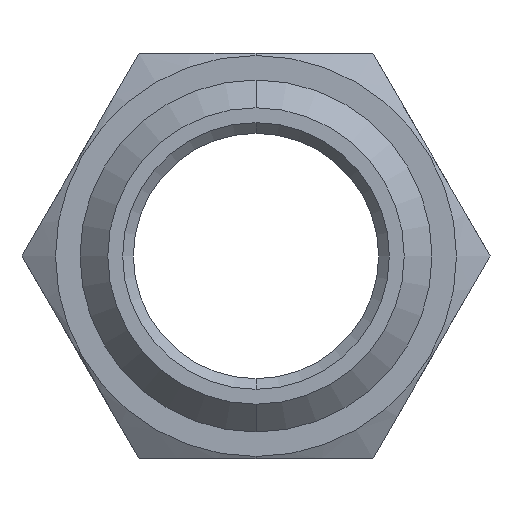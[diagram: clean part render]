
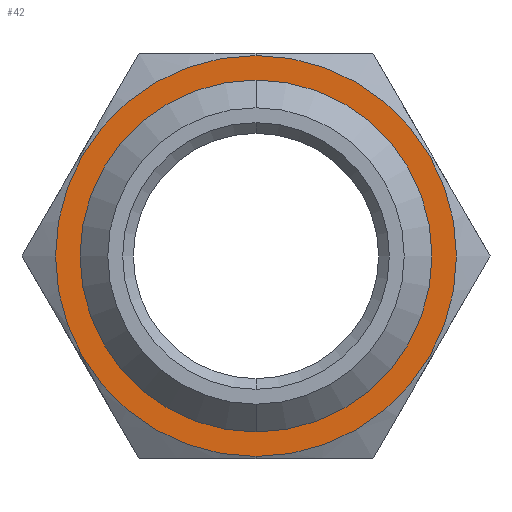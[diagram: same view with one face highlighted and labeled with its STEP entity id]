
A CAD part, front view. The second image highlights one B-rep face of the part: STEP entity #42.
In plain terms, the highlighted planar face has unit normal (0, -1, 0).
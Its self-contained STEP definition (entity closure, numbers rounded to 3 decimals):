
#39 = EDGE_CURVE ( 'NONE', #291, #296, #458, .T. ) ;
#42 = ADVANCED_FACE ( 'NONE', ( #454, #453 ), #448, .T. ) ;
#43 = EDGE_LOOP ( 'NONE', ( #104, #106 ) ) ;
#104 = ORIENTED_EDGE ( 'NONE', *, *, #105, .T. ) ;
#105 = EDGE_CURVE ( 'NONE', #379, #378, #488, .T. ) ;
#106 = ORIENTED_EDGE ( 'NONE', *, *, #377, .T. ) ;
#107 = EDGE_LOOP ( 'NONE', ( #108, #109 ) ) ;
#108 = ORIENTED_EDGE ( 'NONE', *, *, #295, .F. ) ;
#109 = ORIENTED_EDGE ( 'NONE', *, *, #39, .F. ) ;
#291 = VERTEX_POINT ( 'NONE', #694 ) ;
#295 = EDGE_CURVE ( 'NONE', #296, #291, #383, .T. ) ;
#296 = VERTEX_POINT ( 'NONE', #1081 ) ;
#377 = EDGE_CURVE ( 'NONE', #378, #379, #943, .T. ) ;
#378 = VERTEX_POINT ( 'NONE', #939 ) ;
#379 = VERTEX_POINT ( 'NONE', #1087 ) ;
#381 = DIRECTION ( 'NONE',  ( 0., -1., 0. ) ) ;
#382 = AXIS2_PLACEMENT_3D ( 'NONE', #389, #381, #544 ) ;
#383 = CIRCLE ( 'NONE', #382, 8.25 ) ;
#389 = CARTESIAN_POINT ( 'NONE',  ( 0., 9., 0. ) ) ;
#448 = PLANE ( 'NONE',  #452 ) ;
#451 = CARTESIAN_POINT ( 'NONE',  ( 9.4, 9., 0. ) ) ;
#452 = AXIS2_PLACEMENT_3D ( 'NONE', #451, #634, #633 ) ;
#453 = FACE_BOUND ( 'NONE', #107, .T. ) ;
#454 = FACE_OUTER_BOUND ( 'NONE', #43, .T. ) ;
#455 = DIRECTION ( 'NONE',  ( 0., 0., -1. ) ) ;
#456 = DIRECTION ( 'NONE',  ( 0., -1., 0. ) ) ;
#457 = AXIS2_PLACEMENT_3D ( 'NONE', #462, #456, #455 ) ;
#458 = CIRCLE ( 'NONE', #457, 8.25 ) ;
#462 = CARTESIAN_POINT ( 'NONE',  ( 0., 9., 0. ) ) ;
#484 = DIRECTION ( 'NONE',  ( 0., 0., -1. ) ) ;
#485 = DIRECTION ( 'NONE',  ( 0., -1., 0. ) ) ;
#486 = CARTESIAN_POINT ( 'NONE',  ( 0., 9., 0. ) ) ;
#487 = AXIS2_PLACEMENT_3D ( 'NONE', #486, #485, #484 ) ;
#488 = CIRCLE ( 'NONE', #487, 9.4 ) ;
#544 = DIRECTION ( 'NONE',  ( 0., 0., -1. ) ) ;
#633 = DIRECTION ( 'NONE',  ( 0., 0., -1. ) ) ;
#634 = DIRECTION ( 'NONE',  ( 0., -1., 0. ) ) ;
#694 = CARTESIAN_POINT ( 'NONE',  ( 0., 9., 8.25 ) ) ;
#935 = DIRECTION ( 'NONE',  ( 0., 0., -1. ) ) ;
#936 = DIRECTION ( 'NONE',  ( 0., -1., 0. ) ) ;
#937 = CARTESIAN_POINT ( 'NONE',  ( 0., 9., 0. ) ) ;
#938 = AXIS2_PLACEMENT_3D ( 'NONE', #937, #936, #935 ) ;
#939 = CARTESIAN_POINT ( 'NONE',  ( 0., 9., -9.4 ) ) ;
#943 = CIRCLE ( 'NONE', #938, 9.4 ) ;
#1081 = CARTESIAN_POINT ( 'NONE',  ( 0., 9., -8.25 ) ) ;
#1087 = CARTESIAN_POINT ( 'NONE',  ( 0., 9., 9.4 ) ) ;
